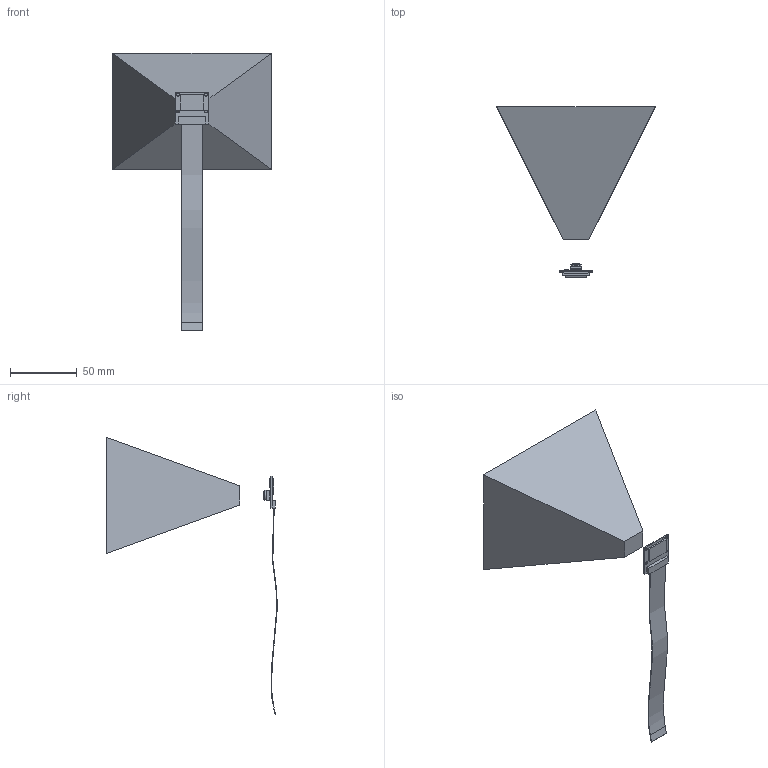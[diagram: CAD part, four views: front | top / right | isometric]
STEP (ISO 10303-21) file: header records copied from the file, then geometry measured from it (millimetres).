
FILE_DESCRIPTION (( 'STEP AP214' ), '1' );
FILE_NAME ('RasPi_Camera.STEP', '2017-02-09T09:09:14', ( 'tsfadm' ), ( '' ), 'SwSTEP 2.0', 'SolidWorks 2015', '' );
FILE_SCHEMA (( 'AUTOMOTIVE_DESIGN' ));
Length unit declared in the file: millimetre
Products named in the file (8): RasPi_Camera_Board; OVA5647_FOV; OVA5647_Pigtail; OVA5647_Lens_FOV; OVA5647_IR-Glas; OVA5647_Housing; OVA5647; RasPi_Camera
Assembly tree (7 placements, depth 3):
  RasPi_Camera
    OVA5647_FOV
      OVA5647
      OVA5647_Housing
      OVA5647_IR-Glas
      OVA5647_Lens_FOV
      OVA5647_Pigtail
    RasPi_Camera_Board
Bounding box: 119.2 x 127.84 x 208.52 mm (x, y, z)
Volume: 416154.4 mm3; surface area: 44245.2 mm2
Topology: 8 solids, 8 shells, 511 faces, 1290 edges, 818 vertices
Faces by surface type: plane 207, cylinder 156, torus 124, bspline 11, cone 9, sphere 4
Entity records: 16744 total; most frequent: CARTESIAN_POINT 3397, DIRECTION 2751, ORIENTED_EDGE 2580, EDGE_CURVE 1290, AXIS2_PLACEMENT_3D 1096, VERTEX_POINT 818, EDGE_LOOP 668, CIRCLE 585
